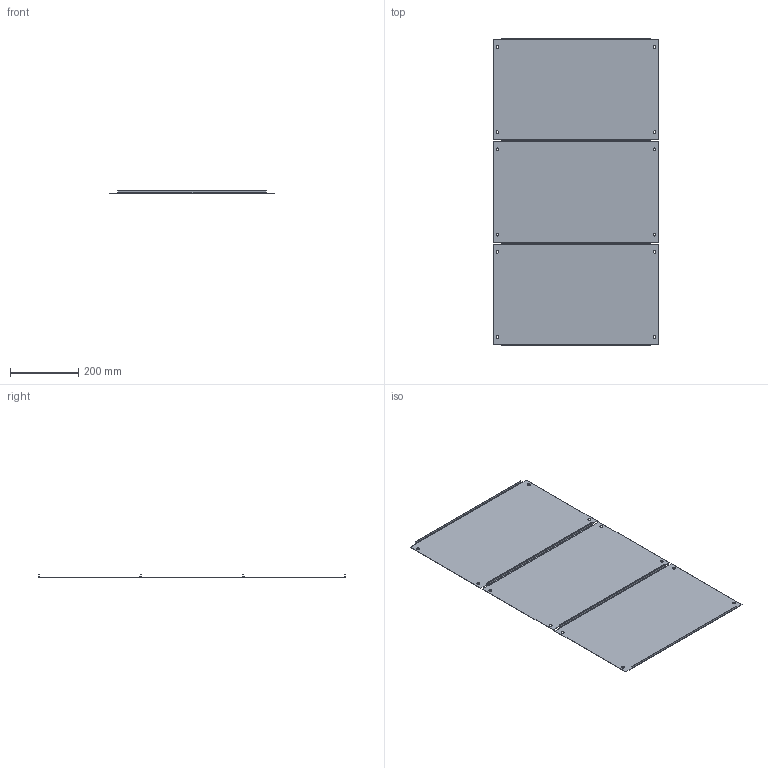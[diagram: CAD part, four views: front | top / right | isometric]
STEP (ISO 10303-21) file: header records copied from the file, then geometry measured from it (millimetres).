
FILE_DESCRIPTION (( 'STEP AP214' ), '1' );
FILE_NAME ('mb-15-gp-3060 Ïëàñòðîí ãëóõîé âûñîòîé 300ìì äëÿ ÂÐÓ Unit øèðèíîé 600ìì.STEP', '2020-02-14T06:59:27', ( '' ), ( '' ), 'SwSTEP 2.0', 'SolidWorks 2019', '' );
FILE_SCHEMA (( 'AUTOMOTIVE_DESIGN' ));
Length unit declared in the file: millimetre
Products named in the file (2): mb-15-gp-3060 Ïëàñòðîí ãëóõîé âûñîòîé 300ìì äëÿ ÂÐÓ Unit øèðèíîé 600ìì; 锰性.015.04.00.01 想囫蝠铐 汶篚铋 300_01
Assembly tree (3 placements, depth 2):
  mb-15-gp-3060 Ïëàñòðîí ãëóõîé âûñîòîé 300ìì äëÿ ÂÐÓ Unit øèðèíîé 600ìì
    锰性.015.04.00.01 想囫蝠铐 汶篚铋 300_01  x3
Bounding box: 482 x 898 x 8 mm (x, y, z)
Volume: 445853.4 mm3; surface area: 896763.2 mm2
Topology: 3 solids, 3 shells, 114 faces, 276 edges, 168 vertices
Faces by surface type: plane 78, cylinder 36
Entity records: 1190 total; most frequent: DIRECTION 204, CARTESIAN_POINT 192, ORIENTED_EDGE 184, EDGE_CURVE 92, LINE 68, AXIS2_PLACEMENT_3D 68, VECTOR 68, VERTEX_POINT 56
